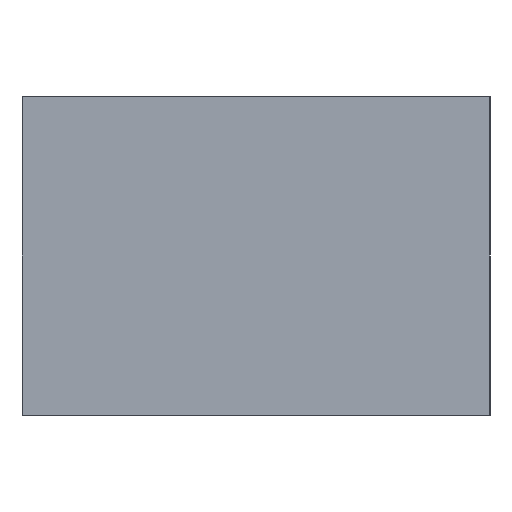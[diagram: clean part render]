
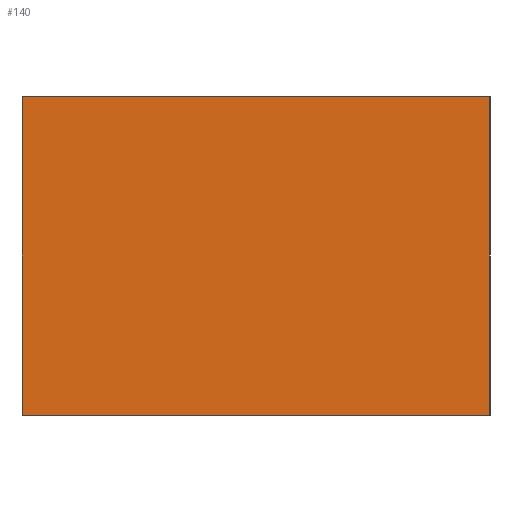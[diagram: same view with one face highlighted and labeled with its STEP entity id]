
A CAD part, left-side view. The second image highlights one B-rep face of the part: STEP entity #140.
In plain terms, the highlighted planar face has unit normal (-1, 0, 0).
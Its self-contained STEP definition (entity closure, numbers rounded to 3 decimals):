
#140 = ADVANCED_FACE( '', ( #261 ), #262, .F. );
#261 = FACE_OUTER_BOUND( '', #411, .T. );
#262 = PLANE( '', #412 );
#411 = EDGE_LOOP( '', ( #607, #608, #609, #610 ) );
#412 = AXIS2_PLACEMENT_3D( '', #611, #612, #613 );
#607 = ORIENTED_EDGE( '', *, *, #1004, .T. );
#608 = ORIENTED_EDGE( '', *, *, #1005, .F. );
#609 = ORIENTED_EDGE( '', *, *, #1006, .F. );
#610 = ORIENTED_EDGE( '', *, *, #1007, .T. );
#611 = CARTESIAN_POINT( '', ( -1., 0.625, 0.425 ) );
#612 = DIRECTION( '', ( 1., 0., 0. ) );
#613 = DIRECTION( '', ( 0., 0., -1. ) );
#1004 = EDGE_CURVE( '', #1238, #1239, #1240, .T. );
#1005 = EDGE_CURVE( '', #1241, #1239, #1242, .T. );
#1006 = EDGE_CURVE( '', #1243, #1241, #1244, .T. );
#1007 = EDGE_CURVE( '', #1243, #1238, #1245, .T. );
#1238 = VERTEX_POINT( '', #1746 );
#1239 = VERTEX_POINT( '', #1747 );
#1240 = LINE( '', #1748, #1749 );
#1241 = VERTEX_POINT( '', #1750 );
#1242 = LINE( '', #1751, #1752 );
#1243 = VERTEX_POINT( '', #1753 );
#1244 = LINE( '', #1754, #1755 );
#1245 = LINE( '', #1756, #1757 );
#1746 = CARTESIAN_POINT( '', ( -1., 0.625, -0.425 ) );
#1747 = CARTESIAN_POINT( '', ( -1., -0.625, -0.425 ) );
#1748 = CARTESIAN_POINT( '', ( -1., 0.625, -0.425 ) );
#1749 = VECTOR( '', #2074, 1000. );
#1750 = CARTESIAN_POINT( '', ( -1., -0.625, 0.425 ) );
#1751 = CARTESIAN_POINT( '', ( -1., -0.625, 0.425 ) );
#1752 = VECTOR( '', #2075, 1000. );
#1753 = CARTESIAN_POINT( '', ( -1., 0.625, 0.425 ) );
#1754 = CARTESIAN_POINT( '', ( -1., 0.625, 0.425 ) );
#1755 = VECTOR( '', #2076, 1000. );
#1756 = CARTESIAN_POINT( '', ( -1., 0.625, 0.425 ) );
#1757 = VECTOR( '', #2077, 1000. );
#2074 = DIRECTION( '', ( 0., -1., 0. ) );
#2075 = DIRECTION( '', ( 0., 0., -1. ) );
#2076 = DIRECTION( '', ( 0., -1., 0. ) );
#2077 = DIRECTION( '', ( 0., 0., -1. ) );
